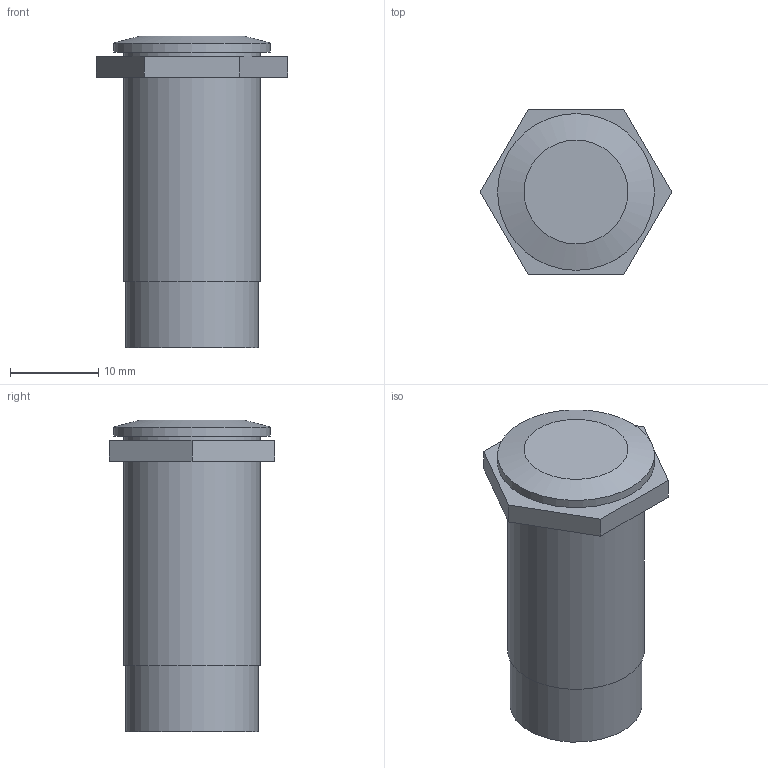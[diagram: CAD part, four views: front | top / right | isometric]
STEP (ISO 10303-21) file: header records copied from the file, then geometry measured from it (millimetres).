
FILE_DESCRIPTION(/* description */ (''),/* implementation_level */ '2;1');
FILE_NAME(/* name */ 'Power Button v5.stp',/* time_stamp */ '2025-09-12T00:24:47+02:00',/* author */ (''),/* organization */ (''),/* preprocessor_version */ 'ST-DEVELOPER v20.1',/* originating_system */ 'Autodesk Translation Framework v14.10.0.0',/* authorisation */ '');
FILE_SCHEMA (('AUTOMOTIVE_DESIGN { 1 0 10303 214 3 1 1 }'));
Length unit declared in the file: millimetre
Products named in the file (2): Power Button; Power Button Nut
Assembly tree (1 placements, depth 2):
  Power Button
    Power Button Nut
Bounding box: 21.65 x 18.75 x 35.3 mm (x, y, z)
Volume: 6889.4 mm3; surface area: 2673.6 mm2
Topology: 2 solids, 2 shells, 17 faces, 32 edges, 21 vertices
Faces by surface type: plane 12, cylinder 4, cone 1
Full cylindrical faces by diameter (mm): 15 x1, 15.5 x2, 17.75 x1
Entity records: 485 total; most frequent: DIRECTION 81, CARTESIAN_POINT 73, ORIENTED_EDGE 64, EDGE_CURVE 32, AXIS2_PLACEMENT_3D 29, LINE 23, VECTOR 23, EDGE_LOOP 21
